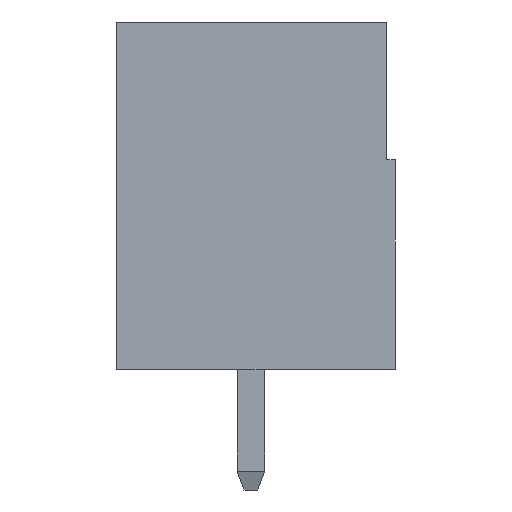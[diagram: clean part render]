
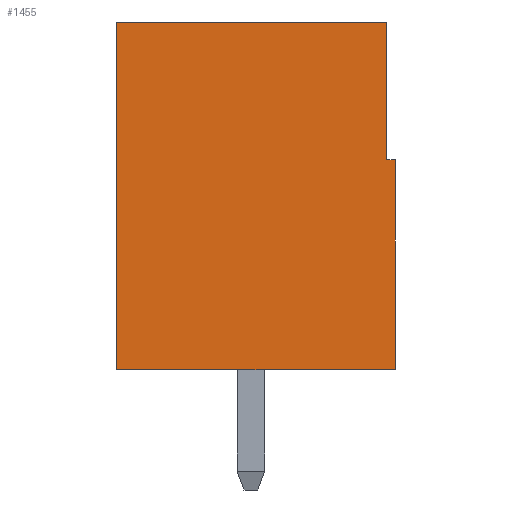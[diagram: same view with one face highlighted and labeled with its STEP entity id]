
A CAD part, left-side view. The second image highlights one B-rep face of the part: STEP entity #1455.
In plain terms, the highlighted planar face has unit normal (-1, 0, 0).
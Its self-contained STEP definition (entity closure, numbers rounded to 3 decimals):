
#538 = ORIENTED_EDGE ( 'NONE', *, *, #1185, .T. ) ;
#835 = ORIENTED_EDGE ( 'NONE', *, *, #15224, .F. ) ;
#925 = DIRECTION ( 'NONE',  ( 0., 0., -1. ) ) ;
#1069 = CARTESIAN_POINT ( 'NONE',  ( -4.74, 3.9, 10.1 ) ) ;
#1115 = VERTEX_POINT ( 'NONE', #8497 ) ;
#1185 = EDGE_CURVE ( 'NONE', #3799, #3668, #15583, .T. ) ;
#1379 = EDGE_CURVE ( 'NONE', #1926, #3668, #7923, .T. ) ;
#1387 = CARTESIAN_POINT ( 'NONE',  ( -4.74, -4.2, 0. ) ) ;
#1455 = ADVANCED_FACE ( 'NONE', ( #2264 ), #3691, .F. ) ;
#1897 = VECTOR ( 'NONE', #10280, 1000. ) ;
#1926 = VERTEX_POINT ( 'NONE', #5561 ) ;
#2264 = FACE_OUTER_BOUND ( 'NONE', #13728, .T. ) ;
#2560 = CARTESIAN_POINT ( 'NONE',  ( -4.74, -3.95, 6.1 ) ) ;
#2834 = ORIENTED_EDGE ( 'NONE', *, *, #1379, .F. ) ;
#2886 = CARTESIAN_POINT ( 'NONE',  ( -4.74, 3.9, 10.1 ) ) ;
#3014 = CARTESIAN_POINT ( 'NONE',  ( -4.74, -4.2, 6.1 ) ) ;
#3668 = VERTEX_POINT ( 'NONE', #1387 ) ;
#3691 = PLANE ( 'NONE',  #13320 ) ;
#3799 = VERTEX_POINT ( 'NONE', #5444 ) ;
#4369 = LINE ( 'NONE', #9315, #14150 ) ;
#4658 = DIRECTION ( 'NONE',  ( 0., 1., 0. ) ) ;
#4995 = CARTESIAN_POINT ( 'NONE',  ( -4.74, 3.9, 0. ) ) ;
#5146 = ORIENTED_EDGE ( 'NONE', *, *, #5623, .T. ) ;
#5444 = CARTESIAN_POINT ( 'NONE',  ( -4.74, 3.9, 0. ) ) ;
#5561 = CARTESIAN_POINT ( 'NONE',  ( -4.74, -4.2, 6.1 ) ) ;
#5623 = EDGE_CURVE ( 'NONE', #15394, #1115, #4369, .T. ) ;
#6618 = CARTESIAN_POINT ( 'NONE',  ( -4.74, 3.9, 10.1 ) ) ;
#7270 = DIRECTION ( 'NONE',  ( 1., 0., 0. ) ) ;
#7289 = DIRECTION ( 'NONE',  ( 0., -1., 0. ) ) ;
#7394 = VECTOR ( 'NONE', #7740, 1000. ) ;
#7740 = DIRECTION ( 'NONE',  ( 0., -1., 0. ) ) ;
#7900 = EDGE_CURVE ( 'NONE', #11631, #3799, #12517, .T. ) ;
#7923 = LINE ( 'NONE', #13029, #15602 ) ;
#8497 = CARTESIAN_POINT ( 'NONE',  ( -4.74, -3.95, 10.1 ) ) ;
#8595 = EDGE_CURVE ( 'NONE', #15394, #1926, #15345, .T. ) ;
#9226 = DIRECTION ( 'NONE',  ( 0., 0., 1. ) ) ;
#9315 = CARTESIAN_POINT ( 'NONE',  ( -4.74, -3.95, 6.1 ) ) ;
#10280 = DIRECTION ( 'NONE',  ( 0., 0., -1. ) ) ;
#11631 = VERTEX_POINT ( 'NONE', #15229 ) ;
#11685 = DIRECTION ( 'NONE',  ( 0., -1., 0. ) ) ;
#11707 = ORIENTED_EDGE ( 'NONE', *, *, #7900, .T. ) ;
#11890 = ORIENTED_EDGE ( 'NONE', *, *, #8595, .F. ) ;
#12517 = LINE ( 'NONE', #2886, #1897 ) ;
#12604 = LINE ( 'NONE', #6618, #7394 ) ;
#13029 = CARTESIAN_POINT ( 'NONE',  ( -4.74, -4.2, 10.1 ) ) ;
#13125 = VECTOR ( 'NONE', #11685, 1000. ) ;
#13320 = AXIS2_PLACEMENT_3D ( 'NONE', #1069, #7270, #4658 ) ;
#13728 = EDGE_LOOP ( 'NONE', ( #11890, #5146, #835, #11707, #538, #2834 ) ) ;
#14150 = VECTOR ( 'NONE', #9226, 1000. ) ;
#15224 = EDGE_CURVE ( 'NONE', #11631, #1115, #12604, .T. ) ;
#15229 = CARTESIAN_POINT ( 'NONE',  ( -4.74, 3.9, 10.1 ) ) ;
#15345 = LINE ( 'NONE', #3014, #13125 ) ;
#15394 = VERTEX_POINT ( 'NONE', #2560 ) ;
#15536 = VECTOR ( 'NONE', #7289, 1000. ) ;
#15583 = LINE ( 'NONE', #4995, #15536 ) ;
#15602 = VECTOR ( 'NONE', #925, 1000. ) ;
